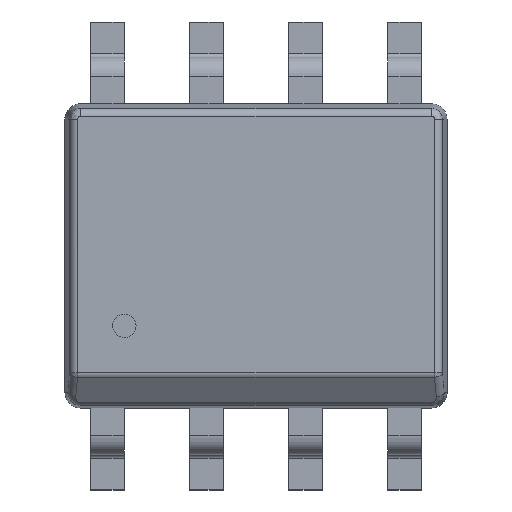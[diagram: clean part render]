
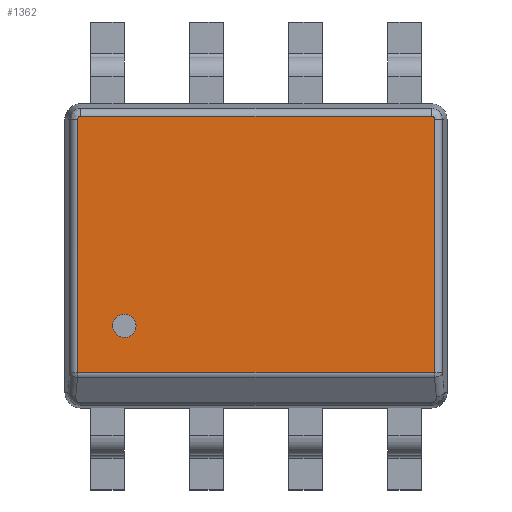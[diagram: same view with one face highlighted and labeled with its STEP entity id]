
A CAD part, top view. The second image highlights one B-rep face of the part: STEP entity #1362.
In plain terms, the highlighted free-form (B-spline) face has degree [1, 1] with [2, 2] control points.
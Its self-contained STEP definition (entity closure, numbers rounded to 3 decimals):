
#24 = VERTEX_POINT('',#25);
#25 = CARTESIAN_POINT('',(-1.538,-0.897,1.502
    ));
#30 = EDGE_CURVE('',#31,#24,#33,.T.);
#31 = VERTEX_POINT('',#32);
#32 = CARTESIAN_POINT('',(-1.838,-0.897,1.502
    ));
#33 = ( BOUNDED_CURVE() B_SPLINE_CURVE(2,(#34,#35,#36,#37,#38),
.UNSPECIFIED.,.F.,.F.) B_SPLINE_CURVE_WITH_KNOTS((3,2,3),(3.142,
4.712,6.283),.PIECEWISE_BEZIER_KNOTS.) CURVE() 
GEOMETRIC_REPRESENTATION_ITEM() RATIONAL_B_SPLINE_CURVE((1.,
0.707,1.,0.707,1.)) REPRESENTATION_ITEM('') );
#34 = CARTESIAN_POINT('',(-1.838,-0.897,1.502
    ));
#35 = CARTESIAN_POINT('',(-1.838,-1.047,1.502
    ));
#36 = CARTESIAN_POINT('',(-1.688,-1.047,1.502
    ));
#37 = CARTESIAN_POINT('',(-1.538,-1.047,1.502
    ));
#38 = CARTESIAN_POINT('',(-1.538,-0.897,1.502
    ));
#1362 = ADVANCED_FACE('',(#1363,#1374),#1420,.T.);
#1363 = FACE_BOUND('',#1364,.T.);
#1364 = EDGE_LOOP('',(#1365,#1373));
#1365 = ORIENTED_EDGE('',*,*,#1366,.F.);
#1366 = EDGE_CURVE('',#24,#31,#1367,.T.);
#1367 = ( BOUNDED_CURVE() B_SPLINE_CURVE(2,(#1368,#1369,#1370,#1371,
#1372),.UNSPECIFIED.,.F.,.F.) B_SPLINE_CURVE_WITH_KNOTS((3,2,3),(0.,
1.571,3.142),.PIECEWISE_BEZIER_KNOTS.) CURVE() 
GEOMETRIC_REPRESENTATION_ITEM() RATIONAL_B_SPLINE_CURVE((1.,
0.707,1.,0.707,1.)) REPRESENTATION_ITEM('') );
#1368 = CARTESIAN_POINT('',(-1.538,-0.897,
    1.502));
#1369 = CARTESIAN_POINT('',(-1.538,-0.747,
    1.502));
#1370 = CARTESIAN_POINT('',(-1.688,-0.747,
    1.502));
#1371 = CARTESIAN_POINT('',(-1.838,-0.747,
    1.502));
#1372 = CARTESIAN_POINT('',(-1.838,-0.897,
    1.502));
#1373 = ORIENTED_EDGE('',*,*,#30,.F.);
#1374 = FACE_BOUND('',#1375,.T.);
#1375 = EDGE_LOOP('',(#1376,#1385,#1392,#1399,#1407,#1414));
#1376 = ORIENTED_EDGE('',*,*,#1377,.T.);
#1377 = EDGE_CURVE('',#1378,#1380,#1382,.T.);
#1378 = VERTEX_POINT('',#1379);
#1379 = CARTESIAN_POINT('',(-2.288,1.75,1.502));
#1380 = VERTEX_POINT('',#1381);
#1381 = CARTESIAN_POINT('',(-2.288,-1.497,
    1.502));
#1382 = B_SPLINE_CURVE_WITH_KNOTS('',1,(#1383,#1384),.UNSPECIFIED.,.F.,
  .F.,(2,2),(-3.282,-0.034),
  .PIECEWISE_BEZIER_KNOTS.);
#1383 = CARTESIAN_POINT('',(-2.288,1.75,1.502));
#1384 = CARTESIAN_POINT('',(-2.288,-1.497,
    1.502));
#1385 = ORIENTED_EDGE('',*,*,#1386,.T.);
#1386 = EDGE_CURVE('',#1380,#1387,#1389,.T.);
#1387 = VERTEX_POINT('',#1388);
#1388 = CARTESIAN_POINT('',(2.288,-1.497,
    1.502));
#1389 = B_SPLINE_CURVE_WITH_KNOTS('',1,(#1390,#1391),.UNSPECIFIED.,.F.,
  .F.,(2,2),(-0.038,4.538),
  .PIECEWISE_BEZIER_KNOTS.);
#1390 = CARTESIAN_POINT('',(-2.288,-1.497,
    1.502));
#1391 = CARTESIAN_POINT('',(2.288,-1.497,
    1.502));
#1392 = ORIENTED_EDGE('',*,*,#1393,.T.);
#1393 = EDGE_CURVE('',#1387,#1394,#1396,.T.);
#1394 = VERTEX_POINT('',#1395);
#1395 = CARTESIAN_POINT('',(2.288,1.75,1.502));
#1396 = B_SPLINE_CURVE_WITH_KNOTS('',1,(#1397,#1398),.UNSPECIFIED.,.F.,
  .F.,(2,2),(-3.247,0.),.PIECEWISE_BEZIER_KNOTS.);
#1397 = CARTESIAN_POINT('',(2.288,-1.497,
    1.502));
#1398 = CARTESIAN_POINT('',(2.288,1.75,1.502));
#1399 = ORIENTED_EDGE('',*,*,#1400,.T.);
#1400 = EDGE_CURVE('',#1394,#1401,#1403,.T.);
#1401 = VERTEX_POINT('',#1402);
#1402 = CARTESIAN_POINT('',(2.25,1.788,1.502));
#1403 = ( BOUNDED_CURVE() B_SPLINE_CURVE(2,(#1404,#1405,#1406),
.UNSPECIFIED.,.F.,.F.) B_SPLINE_CURVE_WITH_KNOTS((3,3),(0.,
1.571),.PIECEWISE_BEZIER_KNOTS.) CURVE() 
GEOMETRIC_REPRESENTATION_ITEM() RATIONAL_B_SPLINE_CURVE((1.,
0.707,1.)) REPRESENTATION_ITEM('') );
#1404 = CARTESIAN_POINT('',(2.288,1.75,1.502));
#1405 = CARTESIAN_POINT('',(2.288,1.788,1.502
    ));
#1406 = CARTESIAN_POINT('',(2.25,1.788,1.502));
#1407 = ORIENTED_EDGE('',*,*,#1408,.T.);
#1408 = EDGE_CURVE('',#1401,#1409,#1411,.T.);
#1409 = VERTEX_POINT('',#1410);
#1410 = CARTESIAN_POINT('',(-2.25,1.788,1.502));
#1411 = B_SPLINE_CURVE_WITH_KNOTS('',1,(#1412,#1413),.UNSPECIFIED.,.F.,
  .F.,(2,2),(-4.5,0.),.PIECEWISE_BEZIER_KNOTS.);
#1412 = CARTESIAN_POINT('',(2.25,1.788,1.502));
#1413 = CARTESIAN_POINT('',(-2.25,1.788,1.502));
#1414 = ORIENTED_EDGE('',*,*,#1415,.T.);
#1415 = EDGE_CURVE('',#1409,#1378,#1416,.T.);
#1416 = ( BOUNDED_CURVE() B_SPLINE_CURVE(2,(#1417,#1418,#1419),
.UNSPECIFIED.,.F.,.F.) B_SPLINE_CURVE_WITH_KNOTS((3,3),(1.571,
3.142),.PIECEWISE_BEZIER_KNOTS.) CURVE() 
GEOMETRIC_REPRESENTATION_ITEM() RATIONAL_B_SPLINE_CURVE((1.,
0.707,1.)) REPRESENTATION_ITEM('') );
#1417 = CARTESIAN_POINT('',(-2.25,1.788,1.502));
#1418 = CARTESIAN_POINT('',(-2.288,1.788,
    1.502));
#1419 = CARTESIAN_POINT('',(-2.288,1.75,1.502));
#1420 = B_SPLINE_SURFACE_WITH_KNOTS('',1,1,(
    (#1421,#1422)
    ,(#1423,#1424
    )),.UNSPECIFIED.,.F.,.F.,.F.,(2,2),(2,2),(-0.038,
    4.538),(0.253,3.538),
  .PIECEWISE_BEZIER_KNOTS.);
#1421 = CARTESIAN_POINT('',(-2.288,-1.497,
    1.502));
#1422 = CARTESIAN_POINT('',(-2.288,1.788,
    1.502));
#1423 = CARTESIAN_POINT('',(2.288,-1.497,
    1.502));
#1424 = CARTESIAN_POINT('',(2.288,1.788,1.502
    ));
